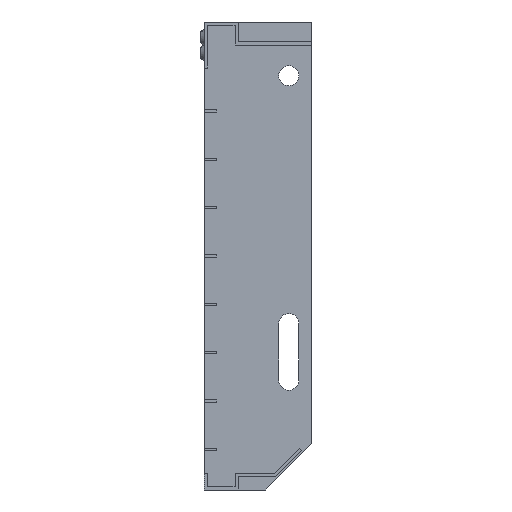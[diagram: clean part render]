
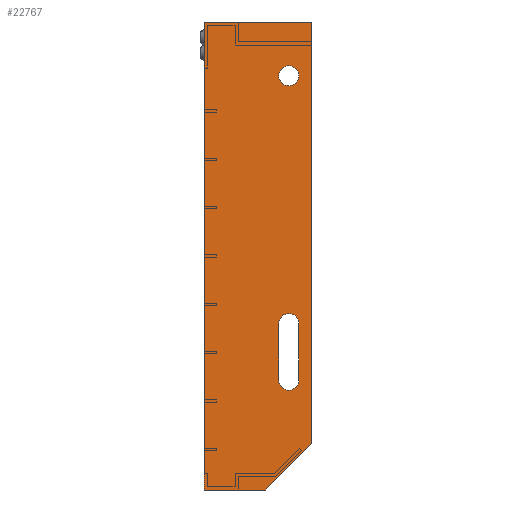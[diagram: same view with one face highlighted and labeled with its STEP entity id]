
A CAD part, left-side view. The second image highlights one B-rep face of the part: STEP entity #22767.
In plain terms, the highlighted planar face has unit normal (-1, 0, 0).
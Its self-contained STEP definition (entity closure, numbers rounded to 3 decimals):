
#24 = CARTESIAN_POINT ( 'NONE',  ( -400., 0., 0. ) ) ;
#25 = VERTEX_POINT ( 'NONE', #30117 ) ;
#35 = EDGE_CURVE ( 'NONE', #27794, #24683, #16178, .T. ) ;
#184 = CARTESIAN_POINT ( 'NONE',  ( -400., 70., 0. ) ) ;
#236 = CIRCLE ( 'NONE', #9218, 6.5 ) ;
#481 = DIRECTION ( 'NONE',  ( 1., 0., 0. ) ) ;
#1052 = VERTEX_POINT ( 'NONE', #10271 ) ;
#1107 = VERTEX_POINT ( 'NONE', #3777 ) ;
#1367 = DIRECTION ( 'NONE',  ( 0., -1., 0. ) ) ;
#1511 = DIRECTION ( 'NONE',  ( 1., 0., 0. ) ) ;
#1732 = AXIS2_PLACEMENT_3D ( 'NONE', #12377, #481, #9729 ) ;
#2010 = LINE ( 'NONE', #30308, #20291 ) ;
#2614 = DIRECTION ( 'NONE',  ( 0., 0., 1. ) ) ;
#2729 = EDGE_CURVE ( 'NONE', #16549, #25, #30061, .T. ) ;
#2733 = DIRECTION ( 'NONE',  ( 0., 0., 1. ) ) ;
#2861 = CARTESIAN_POINT ( 'NONE',  ( -400., 30., -305. ) ) ;
#3020 = VECTOR ( 'NONE', #11638, 1000. ) ;
#3777 = CARTESIAN_POINT ( 'NONE',  ( -400., 21.5, -196.5 ) ) ;
#4112 = VERTEX_POINT ( 'NONE', #25567 ) ;
#4920 = FACE_BOUND ( 'NONE', #5461, .T. ) ;
#5182 = CARTESIAN_POINT ( 'NONE',  ( -400., 30., -305. ) ) ;
#5461 = EDGE_LOOP ( 'NONE', ( #12927, #22479, #10614, #28181, #12575 ) ) ;
#6302 = DIRECTION ( 'NONE',  ( 0., 0., -1. ) ) ;
#6494 = CIRCLE ( 'NONE', #12360, 6.5 ) ;
#7946 = ORIENTED_EDGE ( 'NONE', *, *, #35, .T. ) ;
#8394 = DIRECTION ( 'NONE',  ( 1., 0., 0. ) ) ;
#8746 = ORIENTED_EDGE ( 'NONE', *, *, #2729, .F. ) ;
#8966 = EDGE_CURVE ( 'NONE', #1107, #1052, #26396, .T. ) ;
#9218 = AXIS2_PLACEMENT_3D ( 'NONE', #13756, #1511, #6302 ) ;
#9729 = DIRECTION ( 'NONE',  ( 0., 0., -1. ) ) ;
#9781 = VECTOR ( 'NONE', #24537, 1000. ) ;
#10271 = CARTESIAN_POINT ( 'NONE',  ( -400., 8.5, -196.5 ) ) ;
#10614 = ORIENTED_EDGE ( 'NONE', *, *, #11244, .T. ) ;
#11086 = EDGE_LOOP ( 'NONE', ( #23846, #13344, #8746, #27503, #28239 ) ) ;
#11124 = VERTEX_POINT ( 'NONE', #29611 ) ;
#11244 = EDGE_CURVE ( 'NONE', #11124, #14173, #23949, .T. ) ;
#11495 = DIRECTION ( 'NONE',  ( 0., 0., -1. ) ) ;
#11638 = DIRECTION ( 'NONE',  ( 0., 0., -1. ) ) ;
#11774 = LINE ( 'NONE', #26234, #3020 ) ;
#11783 = CARTESIAN_POINT ( 'NONE',  ( -400., 15., -28.5 ) ) ;
#12168 = CARTESIAN_POINT ( 'NONE',  ( -400., 15., -41.5 ) ) ;
#12326 = EDGE_CURVE ( 'NONE', #1052, #13176, #18695, .T. ) ;
#12360 = AXIS2_PLACEMENT_3D ( 'NONE', #22725, #8394, #22524 ) ;
#12377 = CARTESIAN_POINT ( 'NONE',  ( -400., 15., -196.5 ) ) ;
#12575 = ORIENTED_EDGE ( 'NONE', *, *, #8966, .T. ) ;
#12927 = ORIENTED_EDGE ( 'NONE', *, *, #12326, .T. ) ;
#13176 = VERTEX_POINT ( 'NONE', #28077 ) ;
#13344 = ORIENTED_EDGE ( 'NONE', *, *, #29373, .F. ) ;
#13530 = VERTEX_POINT ( 'NONE', #18698 ) ;
#13756 = CARTESIAN_POINT ( 'NONE',  ( -400., 15., -233.5 ) ) ;
#14071 = DIRECTION ( 'NONE',  ( 0., 0., -1. ) ) ;
#14173 = VERTEX_POINT ( 'NONE', #24890 ) ;
#14242 = CARTESIAN_POINT ( 'NONE',  ( -400., 21.5, -233.5 ) ) ;
#14603 = PLANE ( 'NONE',  #26814 ) ;
#15661 = EDGE_CURVE ( 'NONE', #17173, #16549, #29187, .T. ) ;
#15986 = CARTESIAN_POINT ( 'NONE',  ( -400., 15., -35. ) ) ;
#16022 = VECTOR ( 'NONE', #2733, 1000. ) ;
#16178 = CIRCLE ( 'NONE', #25025, 6.5 ) ;
#16220 = CARTESIAN_POINT ( 'NONE',  ( -400., 15., -233.5 ) ) ;
#16549 = VERTEX_POINT ( 'NONE', #19491 ) ;
#17042 = DIRECTION ( 'NONE',  ( 0., 0., 1. ) ) ;
#17173 = VERTEX_POINT ( 'NONE', #2861 ) ;
#17230 = DIRECTION ( 'NONE',  ( 0., 0.707, -0.707 ) ) ;
#17893 = VECTOR ( 'NONE', #2614, 1000. ) ;
#18695 = LINE ( 'NONE', #26073, #21366 ) ;
#18698 = CARTESIAN_POINT ( 'NONE',  ( -400., 0., 0. ) ) ;
#18922 = EDGE_LOOP ( 'NONE', ( #30537, #7946 ) ) ;
#19491 = CARTESIAN_POINT ( 'NONE',  ( -400., 70., -305. ) ) ;
#20291 = VECTOR ( 'NONE', #1367, 1000. ) ;
#21103 = EDGE_CURVE ( 'NONE', #4112, #17173, #30463, .T. ) ;
#21366 = VECTOR ( 'NONE', #11495, 1000. ) ;
#21542 = EDGE_CURVE ( 'NONE', #13530, #4112, #11774, .T. ) ;
#21773 = EDGE_CURVE ( 'NONE', #14173, #1107, #22437, .T. ) ;
#22437 = LINE ( 'NONE', #14242, #17893 ) ;
#22479 = ORIENTED_EDGE ( 'NONE', *, *, #25082, .T. ) ;
#22524 = DIRECTION ( 'NONE',  ( 0., 0., -1. ) ) ;
#22725 = CARTESIAN_POINT ( 'NONE',  ( -400., 15., -35. ) ) ;
#22767 = ADVANCED_FACE ( 'NONE', ( #4920, #29991, #31533 ), #14603, .F. ) ;
#22997 = DIRECTION ( 'NONE',  ( 0., 0., -1. ) ) ;
#23329 = DIRECTION ( 'NONE',  ( 1., 0., 0. ) ) ;
#23846 = ORIENTED_EDGE ( 'NONE', *, *, #21542, .F. ) ;
#23949 = CIRCLE ( 'NONE', #28079, 6.5 ) ;
#23973 = VECTOR ( 'NONE', #17230, 1000. ) ;
#24537 = DIRECTION ( 'NONE',  ( 0., 1., 0. ) ) ;
#24683 = VERTEX_POINT ( 'NONE', #12168 ) ;
#24890 = CARTESIAN_POINT ( 'NONE',  ( -400., 21.5, -233.5 ) ) ;
#25025 = AXIS2_PLACEMENT_3D ( 'NONE', #15986, #25641, #22997 ) ;
#25082 = EDGE_CURVE ( 'NONE', #13176, #11124, #236, .T. ) ;
#25567 = CARTESIAN_POINT ( 'NONE',  ( -400., 0., -275. ) ) ;
#25641 = DIRECTION ( 'NONE',  ( 1., 0., 0. ) ) ;
#26073 = CARTESIAN_POINT ( 'NONE',  ( -400., 8.5, -196.5 ) ) ;
#26234 = CARTESIAN_POINT ( 'NONE',  ( -400., 0., -275. ) ) ;
#26396 = CIRCLE ( 'NONE', #1732, 6.5 ) ;
#26814 = AXIS2_PLACEMENT_3D ( 'NONE', #24, #29248, #17042 ) ;
#27221 = CARTESIAN_POINT ( 'NONE',  ( -400., 70., -305. ) ) ;
#27503 = ORIENTED_EDGE ( 'NONE', *, *, #15661, .F. ) ;
#27794 = VERTEX_POINT ( 'NONE', #11783 ) ;
#28077 = CARTESIAN_POINT ( 'NONE',  ( -400., 8.5, -233.5 ) ) ;
#28079 = AXIS2_PLACEMENT_3D ( 'NONE', #16220, #23329, #14071 ) ;
#28181 = ORIENTED_EDGE ( 'NONE', *, *, #21773, .T. ) ;
#28239 = ORIENTED_EDGE ( 'NONE', *, *, #21103, .F. ) ;
#29187 = LINE ( 'NONE', #27221, #9781 ) ;
#29248 = DIRECTION ( 'NONE',  ( 1., 0., 0. ) ) ;
#29373 = EDGE_CURVE ( 'NONE', #25, #13530, #2010, .T. ) ;
#29611 = CARTESIAN_POINT ( 'NONE',  ( -400., 15., -240. ) ) ;
#29991 = FACE_BOUND ( 'NONE', #18922, .T. ) ;
#30061 = LINE ( 'NONE', #184, #16022 ) ;
#30117 = CARTESIAN_POINT ( 'NONE',  ( -400., 70., 0. ) ) ;
#30308 = CARTESIAN_POINT ( 'NONE',  ( -400., 0., 0. ) ) ;
#30463 = LINE ( 'NONE', #5182, #23973 ) ;
#30537 = ORIENTED_EDGE ( 'NONE', *, *, #30913, .T. ) ;
#30913 = EDGE_CURVE ( 'NONE', #24683, #27794, #6494, .T. ) ;
#31533 = FACE_OUTER_BOUND ( 'NONE', #11086, .T. ) ;
